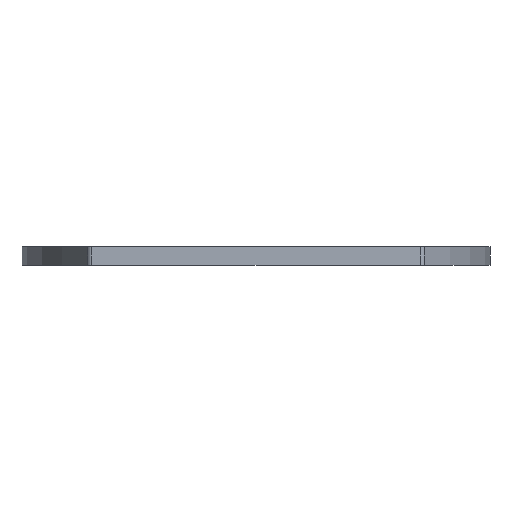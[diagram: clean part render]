
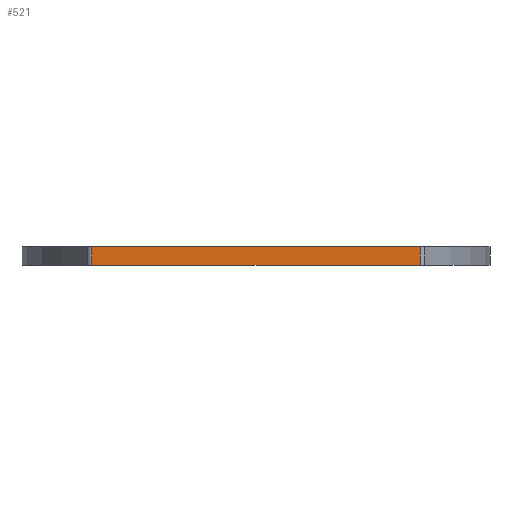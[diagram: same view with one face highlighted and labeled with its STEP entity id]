
A CAD part, left-side view. The second image highlights one B-rep face of the part: STEP entity #521.
In plain terms, the highlighted free-form (B-spline) face has degree [1, 1] with [2, 2] control points.
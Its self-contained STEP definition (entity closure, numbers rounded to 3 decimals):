
#521 = ADVANCED_FACE('',(#522),#552,.T.);
#522 = FACE_BOUND('',#523,.T.);
#523 = EDGE_LOOP('',(#524,#533,#540,#547));
#524 = ORIENTED_EDGE('',*,*,#525,.F.);
#525 = EDGE_CURVE('',#526,#528,#530,.T.);
#526 = VERTEX_POINT('',#527);
#527 = CARTESIAN_POINT('',(-47.889,-25.85,0.));
#528 = VERTEX_POINT('',#529);
#529 = CARTESIAN_POINT('',(-47.889,25.85,0.));
#530 = B_SPLINE_CURVE_WITH_KNOTS('',1,(#531,#532),.UNSPECIFIED.,.F.,.F.,
  (2,2),(-17.543,17.543),.PIECEWISE_BEZIER_KNOTS.);
#531 = CARTESIAN_POINT('',(-47.889,-25.85,0.));
#532 = CARTESIAN_POINT('',(-47.889,25.85,0.));
#533 = ORIENTED_EDGE('',*,*,#534,.T.);
#534 = EDGE_CURVE('',#526,#535,#537,.T.);
#535 = VERTEX_POINT('',#536);
#536 = CARTESIAN_POINT('',(-47.889,-25.85,2.947
    ));
#537 = B_SPLINE_CURVE_WITH_KNOTS('',1,(#538,#539),.UNSPECIFIED.,.F.,.F.,
  (2,2),(-2.,0.),.PIECEWISE_BEZIER_KNOTS.);
#538 = CARTESIAN_POINT('',(-47.889,-25.85,0.));
#539 = CARTESIAN_POINT('',(-47.889,-25.85,2.947
    ));
#540 = ORIENTED_EDGE('',*,*,#541,.T.);
#541 = EDGE_CURVE('',#535,#542,#544,.T.);
#542 = VERTEX_POINT('',#543);
#543 = CARTESIAN_POINT('',(-47.889,25.85,2.947
    ));
#544 = B_SPLINE_CURVE_WITH_KNOTS('',1,(#545,#546),.UNSPECIFIED.,.F.,.F.,
  (2,2),(-17.543,17.543),.PIECEWISE_BEZIER_KNOTS.);
#545 = CARTESIAN_POINT('',(-47.889,-25.85,2.947
    ));
#546 = CARTESIAN_POINT('',(-47.889,25.85,2.947
    ));
#547 = ORIENTED_EDGE('',*,*,#548,.T.);
#548 = EDGE_CURVE('',#542,#528,#549,.T.);
#549 = B_SPLINE_CURVE_WITH_KNOTS('',1,(#550,#551),.UNSPECIFIED.,.F.,.F.,
  (2,2),(-2.,-0.),.PIECEWISE_BEZIER_KNOTS.);
#550 = CARTESIAN_POINT('',(-47.889,25.85,2.947
    ));
#551 = CARTESIAN_POINT('',(-47.889,25.85,0.));
#552 = B_SPLINE_SURFACE_WITH_KNOTS('',1,1,(
    (#553,#554)
    ,(#555,#556
    )),.UNSPECIFIED.,.F.,.F.,.F.,(2,2),(2,2),(-2.,0.),(-17.543,
    17.543),.PIECEWISE_BEZIER_KNOTS.);
#553 = CARTESIAN_POINT('',(-47.889,-25.85,0.));
#554 = CARTESIAN_POINT('',(-47.889,25.85,0.));
#555 = CARTESIAN_POINT('',(-47.889,-25.85,2.947
    ));
#556 = CARTESIAN_POINT('',(-47.889,25.85,2.947
    ));
